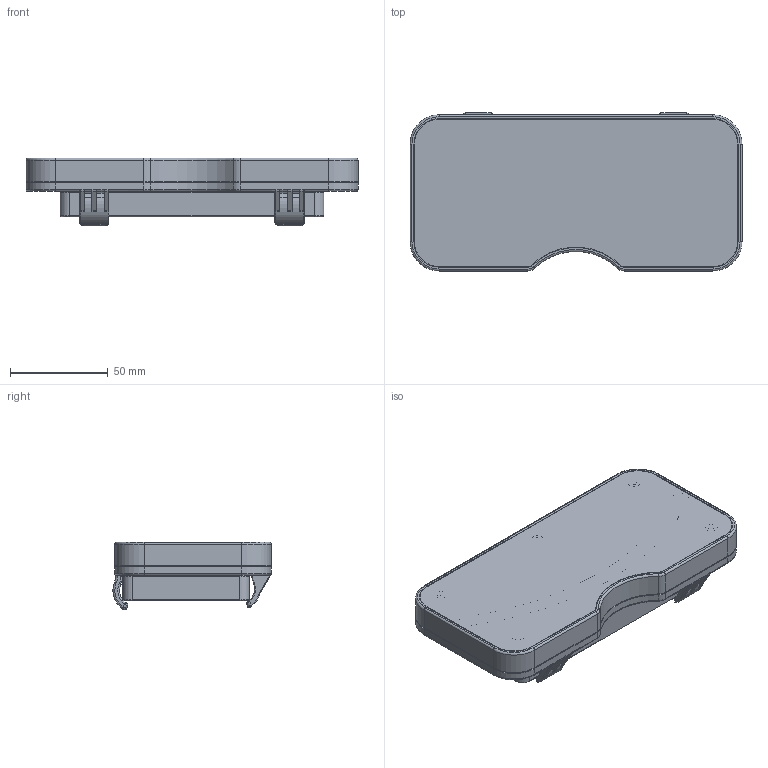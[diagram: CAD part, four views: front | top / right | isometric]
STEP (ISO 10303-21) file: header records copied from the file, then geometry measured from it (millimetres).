
FILE_DESCRIPTION((''),'2;1');
FILE_NAME('ASM0001_ASM','2024-09-30T14:29:05',('张明'),(''),'CREO PARAMETRIC BY PTC INC, 2018400','CREO PARAMETRIC BY PTC INC, 2018400','');
FILE_SCHEMA(('CONFIG_CONTROL_DESIGN'));
Length unit declared in the file: millimetre
Products named in the file (9): PRT0001; PRT0002; PRT0003; PRT0004; PRT0005; PRT0006; ST29; PRT0007; ASM0001_ASM
Assembly tree (14 placements, depth 2):
  ASM0001_ASM
    PRT0001
    PRT0002
    PRT0003
    PRT0004  x2
    PRT0005  x2
    PRT0006
    ST29  x5
    PRT0007
Bounding box: 170 x 80.98 x 34.62 mm (x, y, z)
Volume: 223554.4 mm3; surface area: 139134.2 mm2
Topology: 13 solids, 15 shells, 1448 faces, 3776 edges, 2379 vertices
Faces by surface type: plane 759, cylinder 357, torus 184, bspline 78, cone 66, sphere 4
Entity records: 43312 total; most frequent: CARTESIAN_POINT 11951, DIRECTION 6607, ORIENTED_EDGE 6560, EDGE_CURVE 3286, AXIS2_PLACEMENT_3D 2269, VERTEX_POINT 2093, VECTOR 2069, LINE 2069
